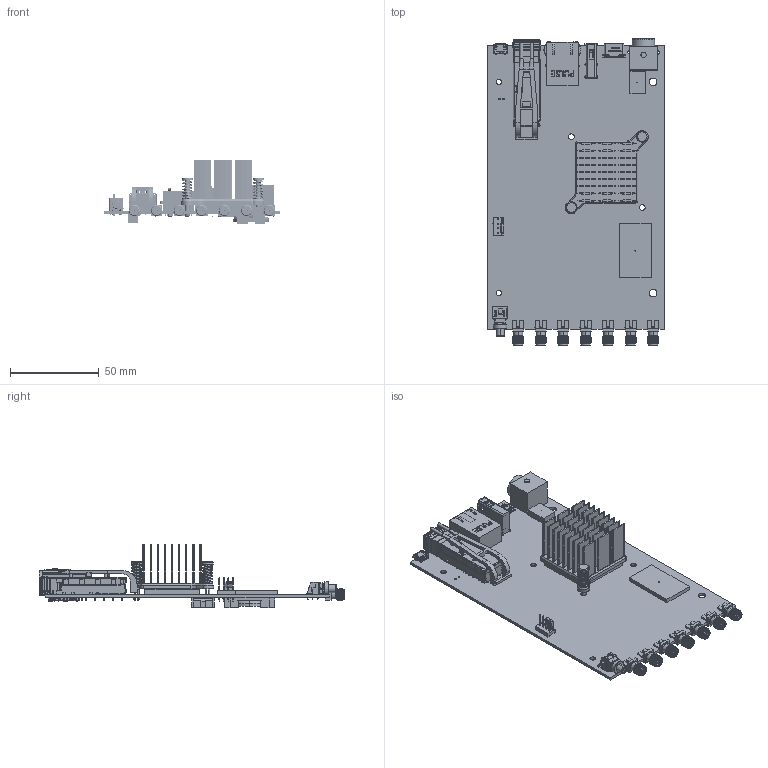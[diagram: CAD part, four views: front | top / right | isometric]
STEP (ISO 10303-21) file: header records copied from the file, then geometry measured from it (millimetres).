
FILE_DESCRIPTION(('Creo Elements/Direct Modeling STEP Export'),'2;1');
FILE_NAME('cu_usrp-320_cca.stp','2018-11-08T16:20:03',(''),(''),'PTC Creo Elements/Direct Modeling STEP processor for AP214 (Solid Model)','PTC Creo Elements/Direct Modeling 19.0E 27-Jun-2016 (C) Parametric Technology GmbH','');
FILE_SCHEMA(('AUTOMOTIVE_DESIGN { 1 0 10303 214 1 1 1 1 }'));
Length unit declared in the file: millimetre
Products named in the file (7): BOARD_PART; Pin_Alpha_PIP3175_188; Spring_Comp_Alpha_S001YJ02; ALPHA NOVATECH_LPDR35-25; 02_Assy_Heatsink_AlphaNovaTech_S08CFQBC; Micro_SD_Card; cu_usrp-320_cca
Assembly tree (8 placements, depth 3):
  cu_usrp-320_cca
    Micro_SD_Card
    02_Assy_Heatsink_AlphaNovaTech_S08CFQBC
      Spring_Comp_Alpha_S001YJ02  x2
      ALPHA NOVATECH_LPDR35-25
      Pin_Alpha_PIP3175_188  x2
    BOARD_PART
Bounding box: 99.82 x 172.74 x 35.76 mm (x, y, z)
Volume: 52018 mm3; surface area: 70781.3 mm2
Topology: 7 solids, 17 shells, 5675 faces, 17084 edges, 11446 vertices
Faces by surface type: plane 3820, cylinder 1575, cone 139, bspline 55, torus 36, extrusion 28, sphere 22
Entity records: 214774 total; most frequent: CARTESIAN_POINT 52808, ORIENTED_EDGE 33948, DIRECTION 29327, EDGE_CURVE 16974, VECTOR 12765, LINE 12737, VERTEX_POINT 11400, AXIS2_PLACEMENT_3D 8281
